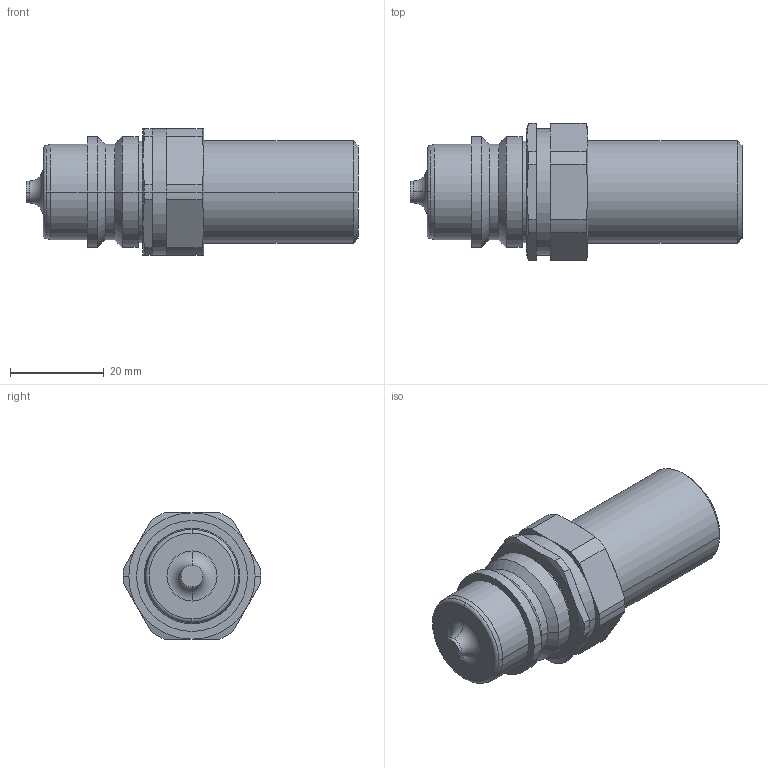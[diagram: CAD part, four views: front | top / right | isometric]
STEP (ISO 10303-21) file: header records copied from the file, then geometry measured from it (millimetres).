
FILE_DESCRIPTION( ( '' ), '1' );
FILE_NAME( '41422224.stp', '2012-08-14T12:10:30', ( '' ), ( '' ), ' ', ' ', ' ' );
FILE_SCHEMA( ( 'CONFIG_CONTROL_DESIGN' ) );
Length unit declared in the file: millimetre
Products named in the file (1): 1
Bounding box: 71 x 29.5 x 27 mm (x, y, z)
Volume: 24364.4 mm3; surface area: 7573.4 mm2
Topology: 1 solids, 1 shells, 99 faces, 230 edges, 140 vertices
Faces by surface type: cylinder 36, plane 33, cone 26, torus 4
Entity records: 2844 total; most frequent: DIRECTION 526, CARTESIAN_POINT 518, ORIENTED_EDGE 460, EDGE_CURVE 230, AXIS2_PLACEMENT_3D 220, VERTEX_POINT 140, CIRCLE 120, EDGE_LOOP 106
